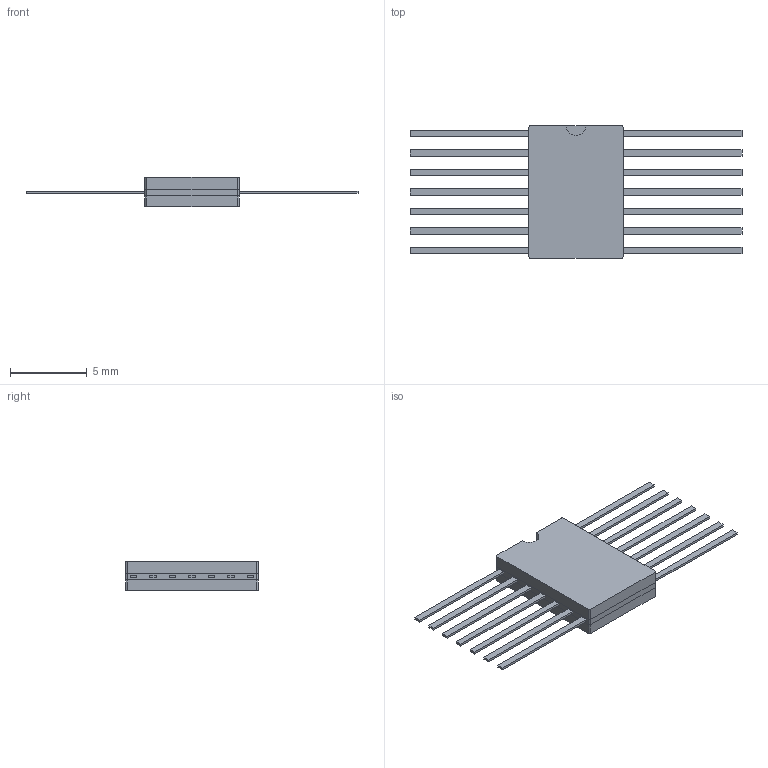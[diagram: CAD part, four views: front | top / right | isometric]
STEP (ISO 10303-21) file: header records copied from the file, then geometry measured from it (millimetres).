
FILE_DESCRIPTION((''),'2;1');
FILE_NAME('W0014A_ASM','2021-06-23T11:35:57',('a0412086'),(''),'CREO PARAMETRIC BY PTC INC, 2018500','CREO PARAMETRIC BY PTC INC, 2018500','');
FILE_SCHEMA(('CONFIG_CONTROL_DESIGN','SHAPE_APPEARANCE_LAYERS_GROUPS'));
Length unit declared in the file: millimetre
Products named in the file (5): BASE; GLASS; LID; PIN; W0014A_ASM
Assembly tree (17 placements, depth 2):
  W0014A_ASM
    BASE
    GLASS
    LID
    PIN  x14
Bounding box: 21.61 x 8.64 x 1.93 mm (x, y, z)
Volume: 108.4 mm3; surface area: 500.6 mm2
Topology: 17 solids, 17 shells, 116 faces, 246 edges, 164 vertices
Faces by surface type: plane 103, cylinder 13
Entity records: 1663 total; most frequent: DIRECTION 236, CARTESIAN_POINT 210, ORIENTED_EDGE 180, PRESENTATION_STYLE_ASSIGNMENT 94, STYLED_ITEM 94, CURVE_STYLE 90, EDGE_CURVE 90, AXIS2_PLACEMENT_3D 86
